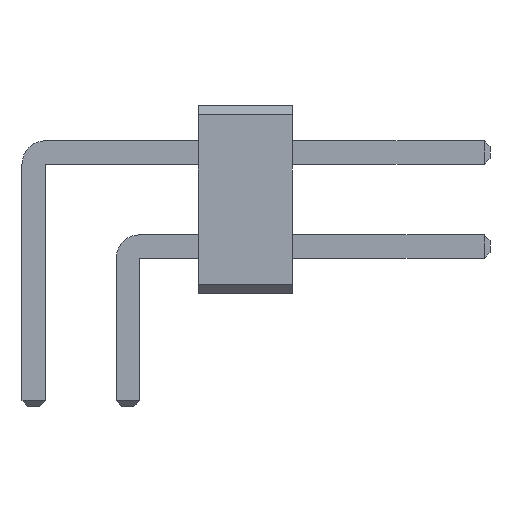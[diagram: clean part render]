
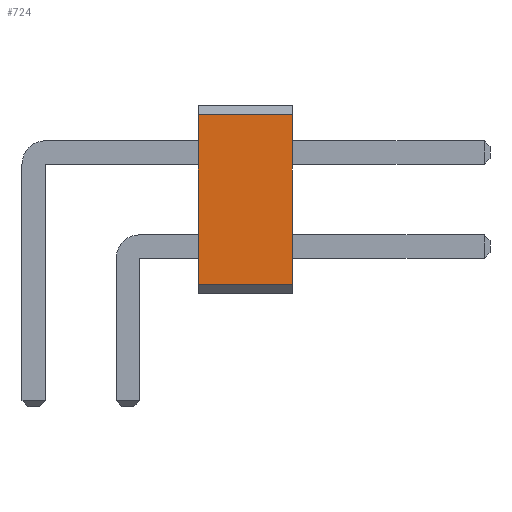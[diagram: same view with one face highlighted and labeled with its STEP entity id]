
A CAD part, front view. The second image highlights one B-rep face of the part: STEP entity #724.
In plain terms, the highlighted planar face has unit normal (0, -1, 0).
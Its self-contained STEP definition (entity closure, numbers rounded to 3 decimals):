
#13=DIRECTION('',(0.,0.,1.));
#27=VECTOR('',#28,1.);
#28=DIRECTION('',(1.,0.,0.));
#57=DIRECTION('',(0.,-1.,0.));
#711=VERTEX_POINT('',#712);
#712=CARTESIAN_POINT('',(5.5,-23.,0.2));
#715=EDGE_CURVE('',#716,#711,#718,.T.);
#716=VERTEX_POINT('',#717);
#717=CARTESIAN_POINT('',(3.5,-23.,0.2));
#718=LINE('',#717,#27);
#724=ADVANCED_FACE('',(#725),#742,.T.);
#725=FACE_BOUND('',#726,.T.);
#726=EDGE_LOOP('',(#727,#728,#734,#739));
#727=ORIENTED_EDGE('',*,*,#715,.T.);
#728=ORIENTED_EDGE('',*,*,#729,.T.);
#729=EDGE_CURVE('',#711,#730,#732,.T.);
#730=VERTEX_POINT('',#731);
#731=CARTESIAN_POINT('',(5.5,-23.,3.8));
#732=LINE('',#712,#733);
#733=VECTOR('',#13,1.);
#734=ORIENTED_EDGE('',*,*,#735,.F.);
#735=EDGE_CURVE('',#736,#730,#738,.T.);
#736=VERTEX_POINT('',#737);
#737=CARTESIAN_POINT('',(3.5,-23.,3.8));
#738=LINE('',#737,#27);
#739=ORIENTED_EDGE('',*,*,#740,.F.);
#740=EDGE_CURVE('',#716,#736,#741,.T.);
#741=LINE('',#717,#733);
#742=PLANE('',#743);
#743=AXIS2_PLACEMENT_3D('',#717,#57,#13);
